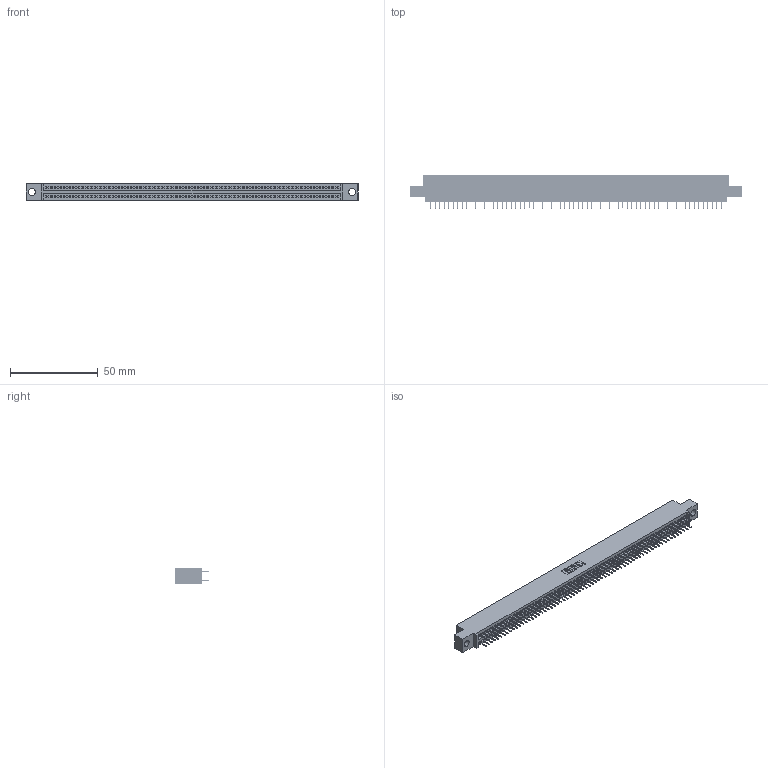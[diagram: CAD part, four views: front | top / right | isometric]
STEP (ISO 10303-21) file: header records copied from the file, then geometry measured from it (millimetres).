
FILE_DESCRIPTION (( 'STEP AP203' ), '1' );
FILE_NAME ('345-132-524-504.STEP', '2021-05-25T21:24:49', ( '' ), ( '' ), 'SwSTEP 2.0', 'SolidWorks 2020', '' );
FILE_SCHEMA (( 'CONFIG_CONTROL_DESIGN' ));
Length unit declared in the file: inch
Products named in the file (3): 345-292-001_345-293-124; 345-132-524-504; 345 Part_0.110 Offset - 0.156 Dia-TI
Assembly tree (133 placements, depth 2):
  345-132-524-504
    345 Part_0.110 Offset - 0.156 Dia-TI
    345-292-001_345-293-124  x132
Bounding box: 188.85 x 19.35 x 9.4 mm (x, y, z)
Volume: 18188.7 mm3; surface area: 26767.9 mm2
Topology: 133 solids, 133 shells, 7272 faces, 20585 edges, 13194 vertices
Faces by surface type: plane 5246, cylinder 2026
Entity records: 49179 total; most frequent: CARTESIAN_POINT 8226, ORIENTED_EDGE 8158, DIRECTION 7223, EDGE_CURVE 4079, VECTOR 3687, LINE 3687, VERTEX_POINT 2714, AXIS2_PLACEMENT_3D 1768
